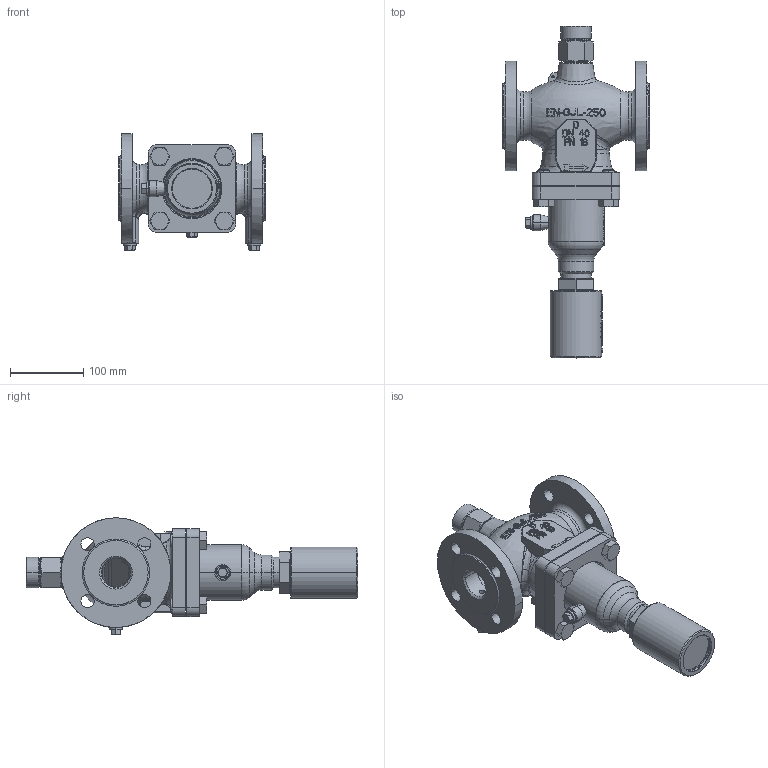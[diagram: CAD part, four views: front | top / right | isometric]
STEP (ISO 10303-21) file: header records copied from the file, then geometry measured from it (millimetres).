
FILE_DESCRIPTION((''),'2;1');
FILE_NAME('065B2742_ASM','2015-03-16T',('u317927'),('Danfoss'),'PRO/ENGINEER BY PARAMETRIC TECHNOLOGY CORPORATION, 2014000','PRO/ENGINEER BY PARAMETRIC TECHNOLOGY CORPORATION, 2014000','');
FILE_SCHEMA(('CONFIG_CONTROL_DESIGN'));
Products named in the file (8): 8861844; 88611940; 51840350; VIJAK_G1L4X12_ZAPIRALNI; 88618190; 88618270; 88618310; 065B2742_ASM
Assembly tree (13 placements, depth 2):
  065B2742_ASM
    8861844
    88611940
    51840350  x4
    VIJAK_G1L4X12_ZAPIRALNI  x4
    88618190
    88618270
    88618310
Bounding box: 200 x 454 x 159.2 mm (x, y, z)
Volume: 1912881.7 mm3; surface area: 491027.1 mm2
Topology: 13 solids, 38 shells, 2273 faces, 6037 edges, 3911 vertices
Faces by surface type: plane 1076, extrusion 370, cylinder 357, bspline 233, cone 164, torus 71, sphere 2
Entity records: 80653 total; most frequent: CARTESIAN_POINT 33071, ORIENTED_EDGE 11182, DIRECTION 7438, EDGE_CURVE 5639, VERTEX_POINT 3665, B_SPLINE_CURVE_WITH_KNOTS 2983, AXIS2_PLACEMENT_3D 2513, VECTOR 2412
